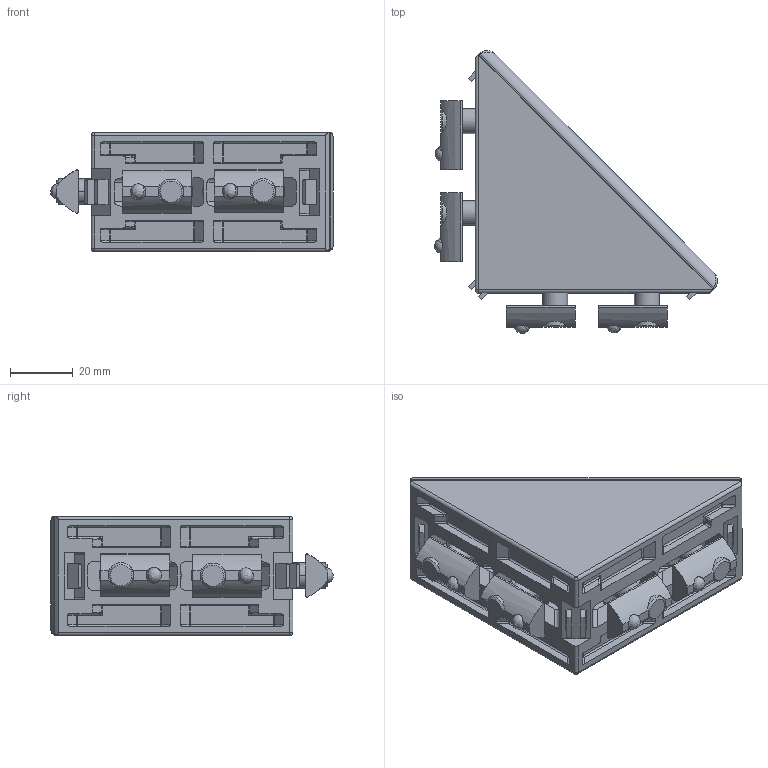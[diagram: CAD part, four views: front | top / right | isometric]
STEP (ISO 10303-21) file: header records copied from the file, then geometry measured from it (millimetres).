
FILE_DESCRIPTION (( 'STEP AP214' ), '1' );
FILE_NAME ('282300112.STEP', '2014-02-19T14:31:12', ( '' ), ( '' ), 'SwSTEP 2.0', 'SolidWorks 2014', '' );
FILE_SCHEMA (( 'AUTOMOTIVE_DESIGN' ));
Length unit declared in the file: millimetre
Products named in the file (1): 282300112
Bounding box: 90.28 x 90.29 x 38 mm (x, y, z)
Volume: 63604.1 mm3; surface area: 40723.9 mm2
Topology: 14 solids, 14 shells, 745 faces, 1898 edges, 1174 vertices
Faces by surface type: plane 328, cylinder 207, bspline 177, cone 33
Entity records: 36008 total; most frequent: CARTESIAN_POINT 10817, ORIENTED_EDGE 3716, DIRECTION 3200, EDGE_CURVE 1858, VERTEX_POINT 1174, VECTOR 1074, LINE 1074, AXIS2_PLACEMENT_3D 1063
